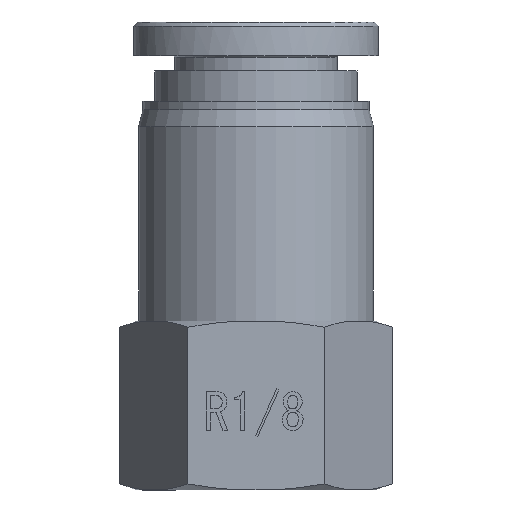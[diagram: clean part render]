
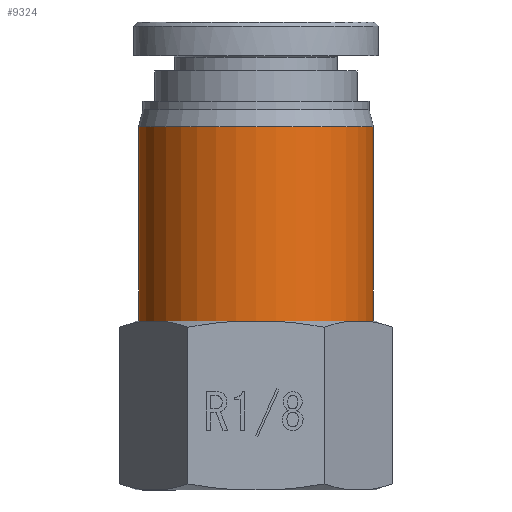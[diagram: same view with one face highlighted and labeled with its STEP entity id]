
A CAD part, front view. The second image highlights one B-rep face of the part: STEP entity #9324.
In plain terms, the highlighted cylindrical face has radius 6.95 mm (diameter 13.9 mm), a full revolution.
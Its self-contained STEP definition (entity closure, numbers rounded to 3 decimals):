
#9148=CARTESIAN_POINT('',(-6.95,10.0,0.0));
#9149=VERTEX_POINT('',#9148);
#9150=CARTESIAN_POINT('',(0.,10.0,0.0));
#9151=DIRECTION('',(0.0,1.0,0.0));
#9152=DIRECTION('',(-1.0,0.0,0.0));
#9153=AXIS2_PLACEMENT_3D('',#9150,#9151,#9152);
#9154=CIRCLE('',#9153,6.95);
#9155=EDGE_CURVE('',#9149,#9149,#9154,.T.);
#9305=CARTESIAN_POINT('',(0.,21.,0.0));
#9306=DIRECTION('',(0.,1.0,0.0));
#9307=DIRECTION('',(-1.0,0.0,0.0));
#9308=AXIS2_PLACEMENT_3D('',#9305,#9306,#9307);
#9309=CYLINDRICAL_SURFACE('',#9308,6.95);
#9310=ORIENTED_EDGE('',*,*,#9155,.T.);
#9311=EDGE_LOOP('',(#9310));
#9312=FACE_OUTER_BOUND('',#9311,.T.);
#9313=CARTESIAN_POINT('',(-6.95,21.5,0.0));
#9314=VERTEX_POINT('',#9313);
#9315=CARTESIAN_POINT('',(0.,21.5,0.0));
#9316=DIRECTION('',(0.0,1.0,0.0));
#9317=DIRECTION('',(-1.0,0.0,0.0));
#9318=AXIS2_PLACEMENT_3D('',#9315,#9316,#9317);
#9319=CIRCLE('',#9318,6.95);
#9320=EDGE_CURVE('',#9314,#9314,#9319,.T.);
#9321=ORIENTED_EDGE('',*,*,#9320,.F.);
#9322=EDGE_LOOP('',(#9321));
#9323=FACE_BOUND('',#9322,.T.);
#9324=ADVANCED_FACE('',(#9312,#9323),#9309,.T.);
